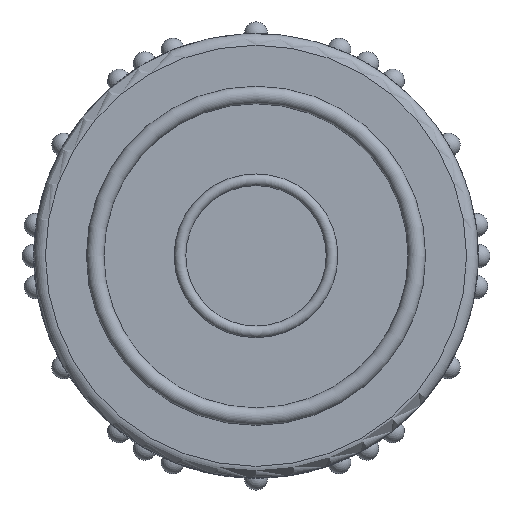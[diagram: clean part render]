
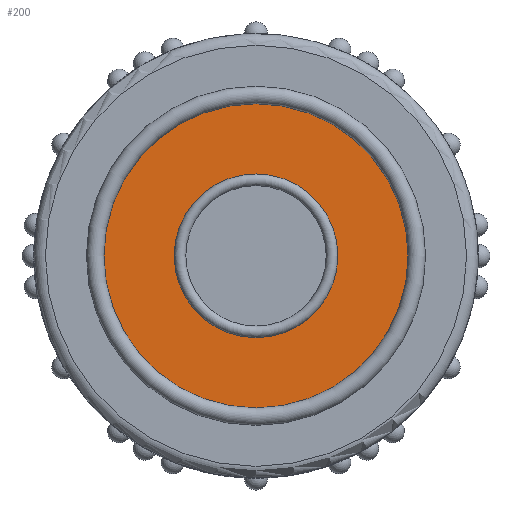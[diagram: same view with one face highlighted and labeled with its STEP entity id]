
A CAD part, top view. The second image highlights one B-rep face of the part: STEP entity #200.
In plain terms, the highlighted planar face has unit normal (0, 0, 1).
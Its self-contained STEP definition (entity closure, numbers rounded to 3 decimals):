
#200 = ADVANCED_FACE( '', ( #440, #441 ), #442, .F. );
#440 = FACE_BOUND( '', #718, .T. );
#441 = FACE_OUTER_BOUND( '', #719, .T. );
#442 = PLANE( '', #720 );
#718 = EDGE_LOOP( '', ( #1249 ) );
#719 = EDGE_LOOP( '', ( #1250 ) );
#720 = AXIS2_PLACEMENT_3D( '', #1251, #1252, #1253 );
#1249 = ORIENTED_EDGE( '', *, *, #1621, .F. );
#1250 = ORIENTED_EDGE( '', *, *, #1809, .F. );
#1251 = CARTESIAN_POINT( '', ( 19., 0., 22. ) );
#1252 = DIRECTION( '', ( 0., 0., -1. ) );
#1253 = DIRECTION( '', ( -1., 0., 0. ) );
#1621 = EDGE_CURVE( '', #1933, #1933, #1934, .F. );
#1809 = EDGE_CURVE( '', #2228, #2228, #2229, .F. );
#1933 = VERTEX_POINT( '', #2392 );
#1934 = CIRCLE( '', #2393, 7. );
#2228 = VERTEX_POINT( '', #2848 );
#2229 = CIRCLE( '', #2849, 13. );
#2392 = CARTESIAN_POINT( '', ( -7., 0., 22. ) );
#2393 = AXIS2_PLACEMENT_3D( '', #3195, #3196, #3197 );
#2848 = CARTESIAN_POINT( '', ( 13., 0., 22. ) );
#2849 = AXIS2_PLACEMENT_3D( '', #3498, #3499, #3500 );
#3195 = CARTESIAN_POINT( '', ( 0., 0., 22. ) );
#3196 = DIRECTION( '', ( 0., 0., -1. ) );
#3197 = DIRECTION( '', ( -1., 0., 0. ) );
#3498 = CARTESIAN_POINT( '', ( 0., 0., 22. ) );
#3499 = DIRECTION( '', ( 0., 0., 1. ) );
#3500 = DIRECTION( '', ( 1., 0., 0. ) );
